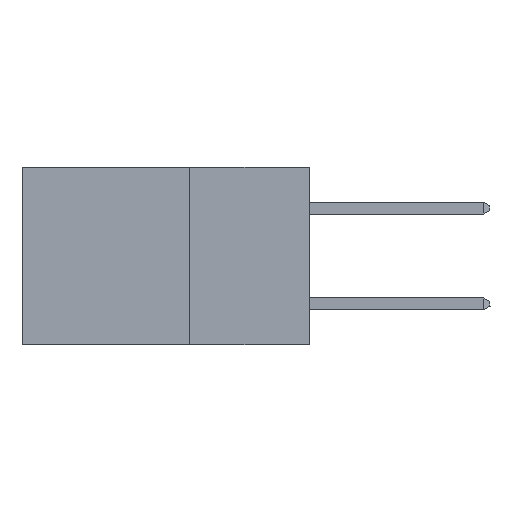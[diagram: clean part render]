
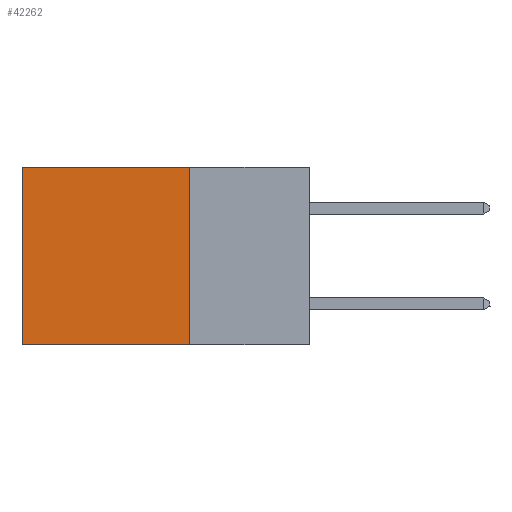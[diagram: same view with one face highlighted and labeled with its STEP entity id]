
A CAD part, left-side view. The second image highlights one B-rep face of the part: STEP entity #42262.
In plain terms, the highlighted planar face has unit normal (-1, 0, 0).
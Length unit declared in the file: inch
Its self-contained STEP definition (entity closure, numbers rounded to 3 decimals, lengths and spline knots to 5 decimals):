
#1835 = LINE ( 'NONE', #21974, #8630 ) ;
#2985 = CARTESIAN_POINT ( 'NONE',  ( 0.2875, 0.6, -0.37 ) ) ;
#4351 = EDGE_CURVE ( 'NONE', #42483, #35407, #16772, .T. ) ;
#6682 = EDGE_CURVE ( 'NONE', #12497, #35407, #1835, .T. ) ;
#8630 = VECTOR ( 'NONE', #25628, 39.37008 ) ;
#10416 = AXIS2_PLACEMENT_3D ( 'NONE', #15701, #30184, #22990 ) ;
#12497 = VERTEX_POINT ( 'NONE', #37243 ) ;
#14020 = CARTESIAN_POINT ( 'NONE',  ( 0.2875, 0.6, 0. ) ) ;
#15559 = DIRECTION ( 'NONE',  ( 0., 1., 0. ) ) ;
#15682 = ORIENTED_EDGE ( 'NONE', *, *, #4351, .T. ) ;
#15701 = CARTESIAN_POINT ( 'NONE',  ( 0.2875, 0.25, 0. ) ) ;
#16772 = LINE ( 'NONE', #18629, #45853 ) ;
#17466 = VECTOR ( 'NONE', #15559, 39.37008 ) ;
#18629 = CARTESIAN_POINT ( 'NONE',  ( 0.2875, 0.6, 0. ) ) ;
#20264 = LINE ( 'NONE', #23002, #17466 ) ;
#21337 = FACE_OUTER_BOUND ( 'NONE', #32770, .T. ) ;
#21974 = CARTESIAN_POINT ( 'NONE',  ( 0.2875, 0.25, -0.37 ) ) ;
#22990 = DIRECTION ( 'NONE',  ( 0., 0., -1. ) ) ;
#23002 = CARTESIAN_POINT ( 'NONE',  ( 0.2875, 0.25, 0. ) ) ;
#23582 = ORIENTED_EDGE ( 'NONE', *, *, #37017, .F. ) ;
#24588 = LINE ( 'NONE', #25713, #37760 ) ;
#25628 = DIRECTION ( 'NONE',  ( 0., 1., 0. ) ) ;
#25713 = CARTESIAN_POINT ( 'NONE',  ( 0.2875, 0.25, 0. ) ) ;
#25800 = CARTESIAN_POINT ( 'NONE',  ( 0.2875, 0.25, 0. ) ) ;
#26509 = PLANE ( 'NONE',  #10416 ) ;
#28967 = EDGE_CURVE ( 'NONE', #34315, #42483, #20264, .T. ) ;
#30184 = DIRECTION ( 'NONE',  ( 1., 0., 0. ) ) ;
#32770 = EDGE_LOOP ( 'NONE', ( #15682, #46252, #23582, #43113 ) ) ;
#34315 = VERTEX_POINT ( 'NONE', #25800 ) ;
#35407 = VERTEX_POINT ( 'NONE', #2985 ) ;
#36443 = DIRECTION ( 'NONE',  ( 0., 0., -1. ) ) ;
#37017 = EDGE_CURVE ( 'NONE', #34315, #12497, #24588, .T. ) ;
#37243 = CARTESIAN_POINT ( 'NONE',  ( 0.2875, 0.25, -0.37 ) ) ;
#37760 = VECTOR ( 'NONE', #36443, 39.37008 ) ;
#42262 = ADVANCED_FACE ( 'NONE', ( #21337 ), #26509, .F. ) ;
#42483 = VERTEX_POINT ( 'NONE', #14020 ) ;
#43113 = ORIENTED_EDGE ( 'NONE', *, *, #28967, .T. ) ;
#45544 = DIRECTION ( 'NONE',  ( 0., 0., -1. ) ) ;
#45853 = VECTOR ( 'NONE', #45544, 39.37008 ) ;
#46252 = ORIENTED_EDGE ( 'NONE', *, *, #6682, .F. ) ;
